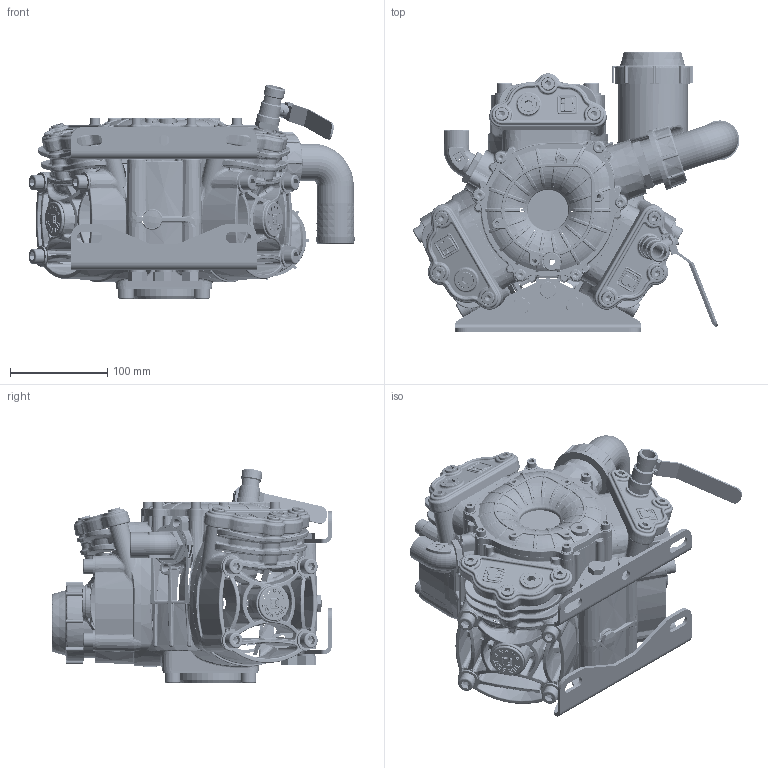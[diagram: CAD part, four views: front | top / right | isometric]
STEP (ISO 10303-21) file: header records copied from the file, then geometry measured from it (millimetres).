
FILE_DESCRIPTION (( 'STEP AP214' ), '1' );
FILE_NAME ('9915-DP503.STEP', '2022-04-26T17:04:12', ( '' ), ( '' ), 'SwSTEP 2.0', 'SolidWorks 2017', '' );
FILE_SCHEMA (( 'AUTOMOTIVE_DESIGN' ));
Length unit declared in the file: inch
Products named in the file (2): 9915-DP503
Bounding box: 336.01 x 287.75 x 220.47 mm (x, y, z)
Surface area: 536588 mm2 (no closed solid volume)
Topology: 0 solids, 220 shells, 6328 faces, 20367 edges, 13310 vertices
Faces by surface type: bspline 2125, cylinder 1320, plane 1129, torus 933, cone 698, sphere 123
Entity records: 314196 total; most frequent: CARTESIAN_POINT 160326, ORIENTED_EDGE 31646, DIRECTION 28428, EDGE_CURVE 20150, VERTEX_POINT 13295, AXIS2_PLACEMENT_3D 11621, CIRCLE 7416, EDGE_LOOP 6657
